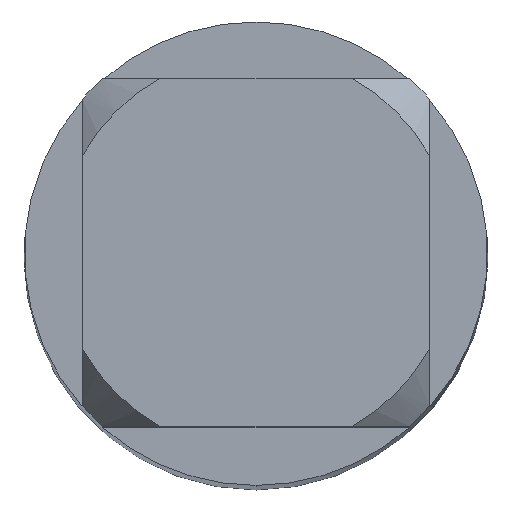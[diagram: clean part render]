
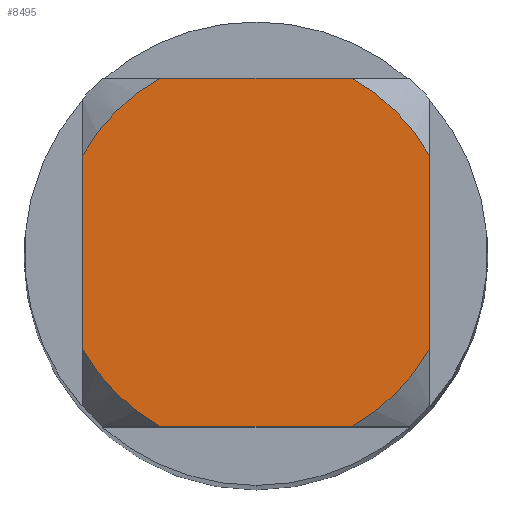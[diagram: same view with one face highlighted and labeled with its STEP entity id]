
A CAD part, top view. The second image highlights one B-rep face of the part: STEP entity #8495.
In plain terms, the highlighted planar face has unit normal (0, 0, 1).
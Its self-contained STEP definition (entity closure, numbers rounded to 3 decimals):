
#4561=VERTEX_POINT('',#13617);
#4815=VERTEX_POINT('',#13892);
#4887=EDGE_CURVE('',#12905,#7559,#13968,.T.);
#6573=EDGE_CURVE('',#12905,#4815,#15788,.T.);
#7559=VERTEX_POINT('',#16862);
#7905=EDGE_CURVE('',#12361,#12887,#17239,.T.);
#8495=ADVANCED_FACE('',(#17875),#17876,.T.);
#9063=VERTEX_POINT('',#18499);
#9793=EDGE_CURVE('',#12361,#4561,#19288,.T.);
#11541=EDGE_CURVE('',#11557,#12887,#21198,.T.);
#11557=VERTEX_POINT('',#21216);
#11901=EDGE_CURVE('',#9063,#4561,#21590,.T.);
#12361=VERTEX_POINT('',#22086);
#12887=VERTEX_POINT('',#22664);
#12905=VERTEX_POINT('',#22685);
#13031=EDGE_CURVE('',#9063,#7559,#22826,.T.);
#13115=EDGE_CURVE('',#11557,#4815,#22927,.T.);
#13617=CARTESIAN_POINT('',(0.581,-1.05,0.0));
#13892=CARTESIAN_POINT('',(-0.581,1.05,0.0));
#13968=CIRCLE('',#24077,1.2);
#15788=LINE('',#27292,#27293);
#16862=CARTESIAN_POINT('',(1.05,0.581,0.0));
#17239=CIRCLE('',#29933,1.2);
#17875=FACE_OUTER_BOUND('',#31042,.T.);
#17876=PLANE('',#31043);
#18499=CARTESIAN_POINT('',(1.05,-0.581,0.0));
#19288=LINE('',#33638,#33639);
#21198=LINE('',#36918,#36919);
#21216=CARTESIAN_POINT('',(-1.05,0.581,0.0));
#21590=CIRCLE('',#37680,1.2);
#22086=CARTESIAN_POINT('',(-0.581,-1.05,0.0));
#22664=CARTESIAN_POINT('',(-1.05,-0.581,0.0));
#22685=CARTESIAN_POINT('',(0.581,1.05,0.0));
#22826=LINE('',#39848,#39849);
#22927=CIRCLE('',#39992,1.2);
#24077=AXIS2_PLACEMENT_3D('',#41285,#41286,#41287);
#27292=CARTESIAN_POINT('',(0.0,1.05,0.0));
#27293=VECTOR('',#43574,1.0);
#29933=AXIS2_PLACEMENT_3D('',#45091,#45092,#45093);
#31042=EDGE_LOOP('',(#45736,#45737,#45738,#45739,#45740,#45741,#45742,#45743));
#31043=AXIS2_PLACEMENT_3D('',#45744,#45745,#45746);
#33638=CARTESIAN_POINT('',(0.0,-1.05,0.0));
#33639=VECTOR('',#47451,1.0);
#36918=CARTESIAN_POINT('',(-1.05,0.3,0.0));
#36919=VECTOR('',#49528,1.0);
#37680=AXIS2_PLACEMENT_3D('',#49933,#49934,#49935);
#39848=CARTESIAN_POINT('',(1.05,0.3,0.0));
#39849=VECTOR('',#51249,1.0);
#39992=AXIS2_PLACEMENT_3D('',#51421,#51422,#51423);
#41285=CARTESIAN_POINT('',(0.0,0.0,0.0));
#41286=DIRECTION('',(0.0,0.0,-1.0));
#41287=DIRECTION('',(0.0,1.0,0.0));
#43574=DIRECTION('',(-1.0,0.0,0.0));
#45091=CARTESIAN_POINT('',(0.0,0.0,0.0));
#45092=DIRECTION('',(0.0,0.0,-1.0));
#45093=DIRECTION('',(0.0,1.0,0.0));
#45736=ORIENTED_EDGE('',*,*,#11541,.T.);
#45737=ORIENTED_EDGE('',*,*,#7905,.F.);
#45738=ORIENTED_EDGE('',*,*,#9793,.T.);
#45739=ORIENTED_EDGE('',*,*,#11901,.F.);
#45740=ORIENTED_EDGE('',*,*,#13031,.T.);
#45741=ORIENTED_EDGE('',*,*,#4887,.F.);
#45742=ORIENTED_EDGE('',*,*,#6573,.T.);
#45743=ORIENTED_EDGE('',*,*,#13115,.F.);
#45744=CARTESIAN_POINT('',(0.0,0.6,0.0));
#45745=DIRECTION('',(-0.0,0.0,1.0));
#45746=DIRECTION('',(0.0,-1.0,0.0));
#47451=DIRECTION('',(1.0,0.0,0.0));
#49528=DIRECTION('',(-0.0,-1.0,0.0));
#49933=CARTESIAN_POINT('',(0.0,0.0,0.0));
#49934=DIRECTION('',(0.0,0.0,-1.0));
#49935=DIRECTION('',(0.0,1.0,0.0));
#51249=DIRECTION('',(-0.0,1.0,0.0));
#51421=CARTESIAN_POINT('',(0.0,0.0,0.0));
#51422=DIRECTION('',(0.0,0.0,-1.0));
#51423=DIRECTION('',(0.0,1.0,0.0));
